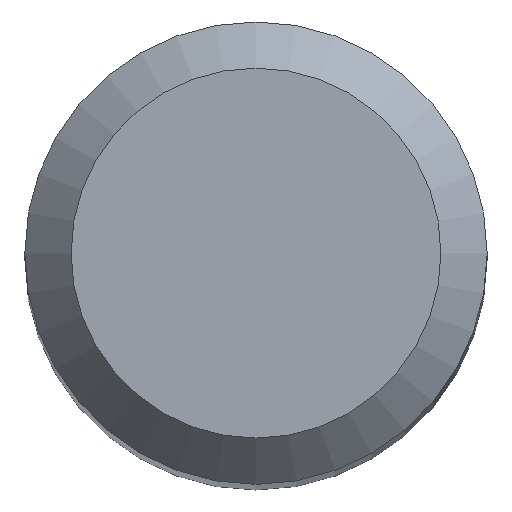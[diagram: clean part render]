
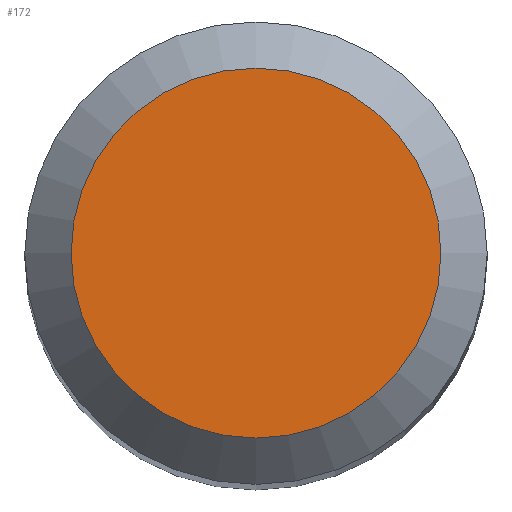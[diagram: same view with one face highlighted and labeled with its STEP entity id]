
A CAD part, top view. The second image highlights one B-rep face of the part: STEP entity #172.
In plain terms, the highlighted planar face has unit normal (0, 0, 1).
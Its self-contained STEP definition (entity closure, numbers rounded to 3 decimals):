
#10 = DIRECTION ( 'NONE',  ( 0., 0., -1. ) ) ;
#25 = DIRECTION ( 'NONE',  ( 0., 1., 0. ) ) ;
#36 = EDGE_LOOP ( 'NONE', ( #187 ) ) ;
#59 = DIRECTION ( 'NONE',  ( 0., 1., 0. ) ) ;
#78 = CARTESIAN_POINT ( 'NONE',  ( 0., 0., 38. ) ) ;
#79 = PLANE ( 'NONE',  #82 ) ;
#82 = AXIS2_PLACEMENT_3D ( 'NONE', #78, #10, #25 ) ;
#93 = CARTESIAN_POINT ( 'NONE',  ( 0., 0., 38. ) ) ;
#96 = FACE_OUTER_BOUND ( 'NONE', #36, .T. ) ;
#99 = VERTEX_POINT ( 'NONE', #134 ) ;
#134 = CARTESIAN_POINT ( 'NONE',  ( 0., 1.2, 38. ) ) ;
#161 = DIRECTION ( 'NONE',  ( 0., 0., -1. ) ) ;
#172 = ADVANCED_FACE ( 'NONE', ( #96 ), #79, .F. ) ;
#185 = CIRCLE ( 'NONE', #208, 1.2 ) ;
#187 = ORIENTED_EDGE ( 'NONE', *, *, #192, .F. ) ;
#192 = EDGE_CURVE ( 'NONE', #99, #99, #185, .T. ) ;
#208 = AXIS2_PLACEMENT_3D ( 'NONE', #93, #161, #59 ) ;
